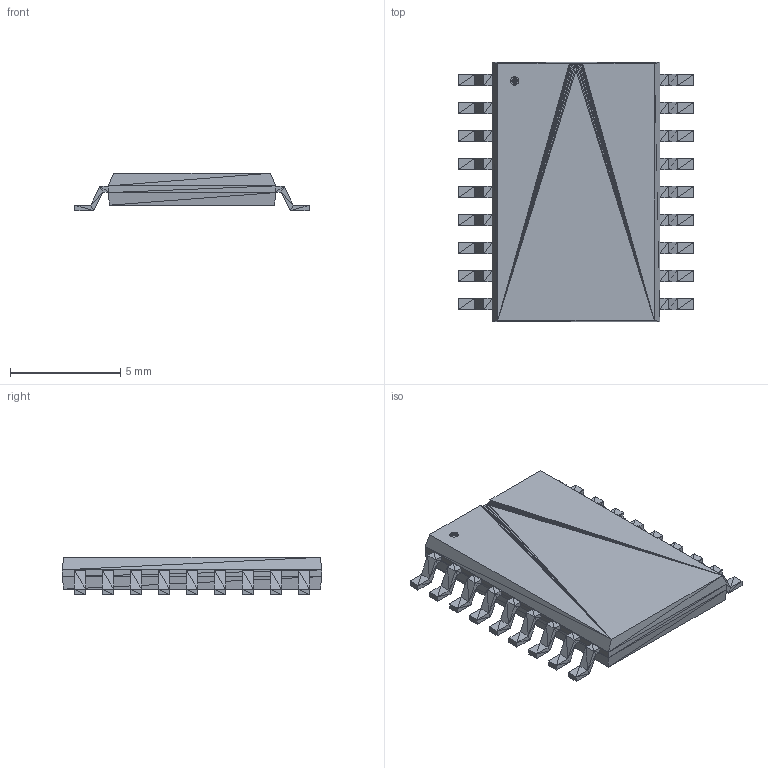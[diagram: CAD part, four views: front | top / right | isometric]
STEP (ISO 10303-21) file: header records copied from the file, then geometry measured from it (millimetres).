
FILE_DESCRIPTION(('STEP AP214'),'1');
FILE_NAME('DW18','2018-09-25T13:48:01',(''),(''),'','','');
FILE_SCHEMA(('AUTOMOTIVE_DESIGN'));
Length unit declared in the file: millimetre
Products named in the file (1): product
Bounding box: 10.64 x 11.76 x 1.7 mm (x, y, z)
Surface area: 287.6 mm2 (no closed solid volume)
Topology: 0 solids, 733 shells, 733 faces, 2199 edges, 2199 vertices
Faces by surface type: plane 733
Entity records: 24248 total; most frequent: CARTESIAN_POINT 5132, DIRECTION 3667, ORIENTED_EDGE 2199, EDGE_CURVE 2199, VERTEX_POINT 2199, LINE 2199, VECTOR 2199, AXIS2_PLACEMENT_3D 734
